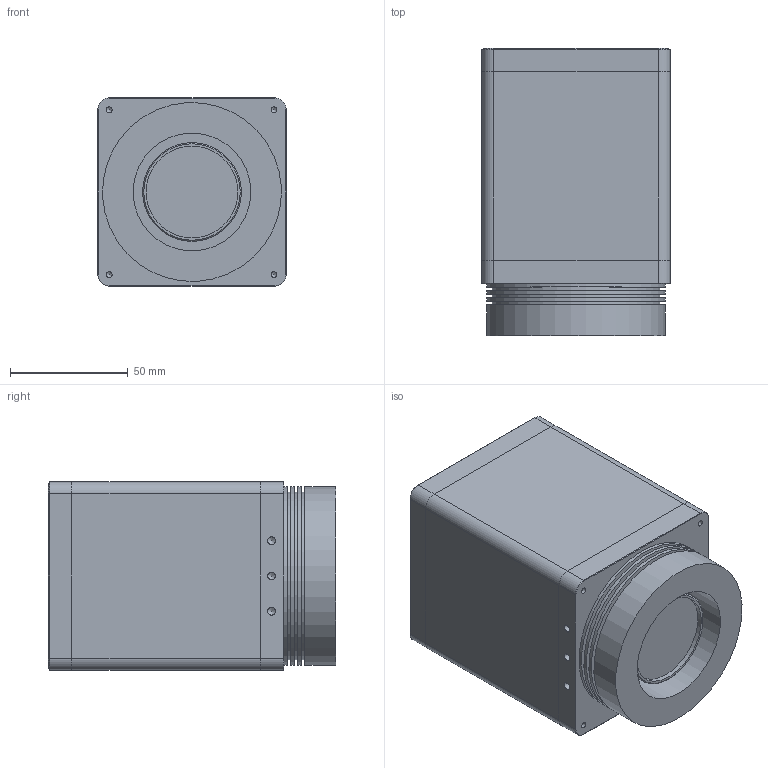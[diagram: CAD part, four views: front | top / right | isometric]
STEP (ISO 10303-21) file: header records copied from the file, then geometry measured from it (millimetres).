
FILE_DESCRIPTION (( 'STEP AP203' ), '1' );
FILE_NAME ('680129.STEP', '2024-06-11T02:14:14', ( 'Windows User' ), ( 'P R C' ), 'SwSTEP 2.0', 'SolidWorks 2020', '' );
FILE_SCHEMA (( 'CONFIG_CONTROL_DESIGN' ));
Length unit declared in the file: millimetre
Products named in the file (1): 680129
Bounding box: 80 x 122 x 80 mm (x, y, z)
Volume: 710475 mm3; surface area: 91807.7 mm2
Topology: 6 solids, 6 shells, 128 faces, 294 edges, 187 vertices
Faces by surface type: plane 73, cylinder 36, cone 19
Full cylindrical faces by diameter (mm): 2.5 x4, 3.3 x6, 8 x1, 39 x1, 42 x1, 50 x1, 64 x1, 71.233 x3, 76 x4
Entity records: 3423 total; most frequent: DIRECTION 590, CARTESIAN_POINT 557, ORIENTED_EDGE 502, EDGE_CURVE 251, AXIS2_PLACEMENT_3D 210, EDGE_LOOP 184, VERTEX_POINT 177, LINE 170
